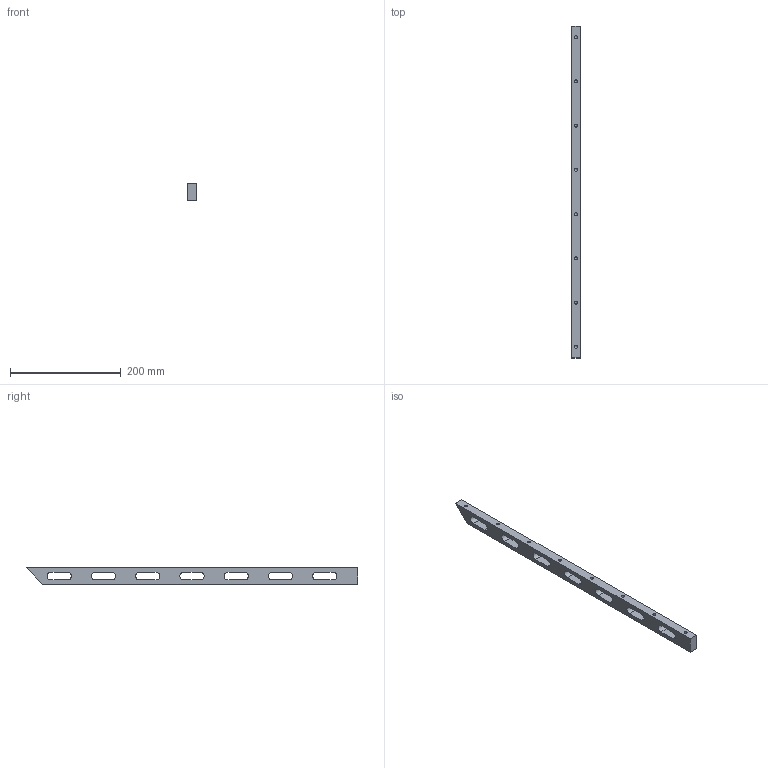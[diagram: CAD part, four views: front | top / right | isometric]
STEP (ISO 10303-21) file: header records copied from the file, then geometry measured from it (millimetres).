
FILE_DESCRIPTION(('FreeCAD Model'),'2;1');
FILE_NAME('Open CASCADE Shape Model','2023-10-31T10:28:11',('A. MOREL'), ('STEELMAG INTERNATIONAL'),'Open CASCADE STEP processor 7.6','FreeCAD' ,'Unknown');
FILE_SCHEMA(('AUTOMOTIVE_DESIGN { 1 0 10303 214 1 1 1 1 }'));
Length unit declared in the file: millimetre
Products named in the file (1): Body
Bounding box: 16 x 600 x 30 mm (x, y, z)
Volume: 211953.1 mm3; surface area: 61964.6 mm2
Topology: 1 solids, 1 shells, 58 faces, 156 edges, 100 vertices
Faces by surface type: cylinder 26, plane 20, cone 12
Full cylindrical faces by diameter (mm): 5 x4, 5.5 x8
Entity records: 3756 total; most frequent: CARTESIAN_POINT 747, DIRECTION 576, LINE 340, VECTOR 340, ORIENTED_EDGE 288, PCURVE 288, DEFINITIONAL_REPRESENTATION 288, EDGE_CURVE 144
